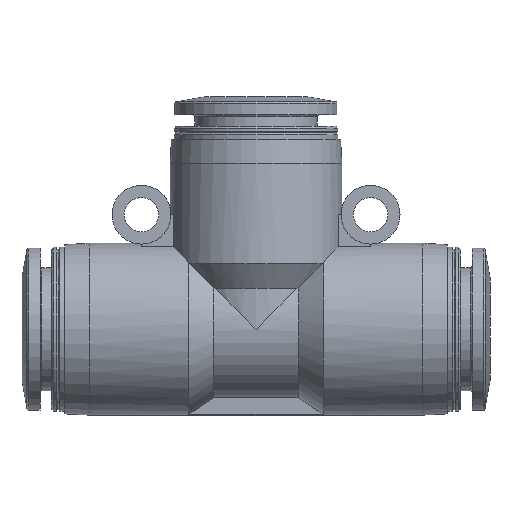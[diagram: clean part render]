
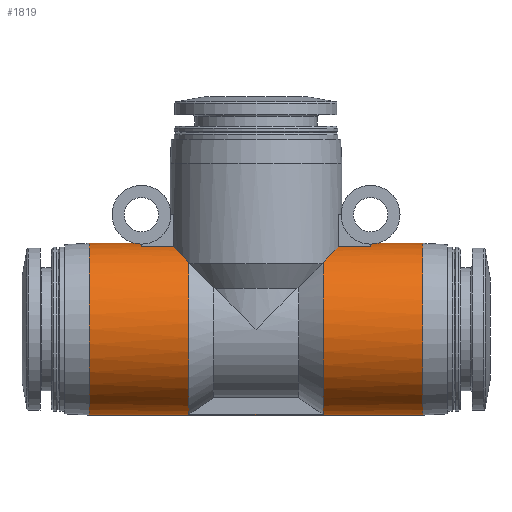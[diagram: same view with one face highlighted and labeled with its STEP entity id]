
A CAD part, front view. The second image highlights one B-rep face of the part: STEP entity #1819.
In plain terms, the highlighted cylindrical face has radius 10.5 mm (diameter 21 mm), a full revolution.
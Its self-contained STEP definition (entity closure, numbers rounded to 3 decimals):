
#88=LINE('',#2598,#116);
#89=LINE('',#2601,#117);
#90=LINE('',#2604,#118);
#91=LINE('',#2620,#119);
#92=LINE('',#2623,#120);
#93=LINE('',#2626,#121);
#116=VECTOR('',#2149,1000.);
#117=VECTOR('',#2152,1000.);
#118=VECTOR('',#2155,1000.);
#119=VECTOR('',#2160,1000.);
#120=VECTOR('',#2163,1000.);
#121=VECTOR('',#2166,1000.);
#146=B_SPLINE_CURVE_WITH_KNOTS('',3,(#2608,#2609,#2610,#2611,#2612,#2613,
#2614,#2615,#2616),.UNSPECIFIED.,.F.,.F.,(4,1,1,1,1,1,4),(0.002,
0.002,0.003,0.004,0.005,
0.005,0.005),.UNSPECIFIED.);
#147=B_SPLINE_CURVE_WITH_KNOTS('',3,(#2630,#2631,#2632,#2633,#2634,#2635,
#2636,#2637,#2638),.UNSPECIFIED.,.F.,.F.,(4,1,1,1,1,1,4),(0.005,
0.006,0.006,0.007,0.008,
0.009,0.009),.UNSPECIFIED.);
#164=ELLIPSE('',#1921,14.849,10.5);
#165=ELLIPSE('',#1923,14.849,10.5);
#166=ELLIPSE('',#1926,14.849,10.5);
#167=ELLIPSE('',#1928,14.849,10.5);
#197=ORIENTED_EDGE('',*,*,#495,.F.);
#198=ORIENTED_EDGE('',*,*,#496,.T.);
#199=ORIENTED_EDGE('',*,*,#497,.F.);
#200=ORIENTED_EDGE('',*,*,#498,.T.);
#201=ORIENTED_EDGE('',*,*,#493,.T.);
#202=ORIENTED_EDGE('',*,*,#499,.F.);
#203=ORIENTED_EDGE('',*,*,#500,.F.);
#204=ORIENTED_EDGE('',*,*,#501,.T.);
#205=ORIENTED_EDGE('',*,*,#489,.F.);
#206=ORIENTED_EDGE('',*,*,#502,.T.);
#207=ORIENTED_EDGE('',*,*,#503,.F.);
#208=ORIENTED_EDGE('',*,*,#504,.F.);
#209=ORIENTED_EDGE('',*,*,#505,.F.);
#210=ORIENTED_EDGE('',*,*,#506,.F.);
#211=ORIENTED_EDGE('',*,*,#483,.F.);
#212=ORIENTED_EDGE('',*,*,#507,.T.);
#213=ORIENTED_EDGE('',*,*,#508,.T.);
#214=ORIENTED_EDGE('',*,*,#509,.F.);
#215=ORIENTED_EDGE('',*,*,#479,.T.);
#216=ORIENTED_EDGE('',*,*,#510,.F.);
#217=ORIENTED_EDGE('',*,*,#511,.F.);
#218=ORIENTED_EDGE('',*,*,#512,.F.);
#479=EDGE_CURVE('',#629,#628,#164,.F.);
#483=EDGE_CURVE('',#632,#633,#165,.F.);
#489=EDGE_CURVE('',#638,#639,#166,.F.);
#493=EDGE_CURVE('',#643,#642,#167,.F.);
#495=EDGE_CURVE('',#644,#644,#751,.T.);
#496=EDGE_CURVE('',#645,#645,#752,.T.);
#497=EDGE_CURVE('',#646,#647,#753,.T.);
#498=EDGE_CURVE('',#646,#643,#88,.T.);
#499=EDGE_CURVE('',#648,#642,#754,.T.);
#500=EDGE_CURVE('',#649,#648,#89,.T.);
#501=EDGE_CURVE('',#649,#639,#755,.T.);
#502=EDGE_CURVE('',#638,#650,#90,.T.);
#503=EDGE_CURVE('',#651,#650,#756,.T.);
#504=EDGE_CURVE('',#652,#651,#146,.T.);
#505=EDGE_CURVE('',#653,#652,#757,.T.);
#506=EDGE_CURVE('',#633,#653,#91,.T.);
#507=EDGE_CURVE('',#632,#654,#758,.T.);
#508=EDGE_CURVE('',#654,#655,#92,.T.);
#509=EDGE_CURVE('',#629,#655,#759,.T.);
#510=EDGE_CURVE('',#656,#628,#93,.T.);
#511=EDGE_CURVE('',#657,#656,#760,.T.);
#512=EDGE_CURVE('',#647,#657,#147,.T.);
#628=VERTEX_POINT('',#2538);
#629=VERTEX_POINT('',#2540);
#632=VERTEX_POINT('',#2552);
#633=VERTEX_POINT('',#2554);
#638=VERTEX_POINT('',#2572);
#639=VERTEX_POINT('',#2574);
#642=VERTEX_POINT('',#2586);
#643=VERTEX_POINT('',#2588);
#644=VERTEX_POINT('',#2592);
#645=VERTEX_POINT('',#2594);
#646=VERTEX_POINT('',#2596);
#647=VERTEX_POINT('',#2597);
#648=VERTEX_POINT('',#2600);
#649=VERTEX_POINT('',#2602);
#650=VERTEX_POINT('',#2605);
#651=VERTEX_POINT('',#2607);
#652=VERTEX_POINT('',#2617);
#653=VERTEX_POINT('',#2619);
#654=VERTEX_POINT('',#2622);
#655=VERTEX_POINT('',#2624);
#656=VERTEX_POINT('',#2627);
#657=VERTEX_POINT('',#2629);
#751=CIRCLE('',#1930,10.5);
#752=CIRCLE('',#1931,10.5);
#753=CIRCLE('',#1932,10.5);
#754=CIRCLE('',#1933,10.5);
#755=CIRCLE('',#1934,10.5);
#756=CIRCLE('',#1935,10.5);
#757=CIRCLE('',#1936,10.5);
#758=CIRCLE('',#1937,10.5);
#759=CIRCLE('',#1938,10.5);
#760=CIRCLE('',#1939,10.5);
#836=EDGE_LOOP('',(#197));
#837=EDGE_LOOP('',(#198));
#838=EDGE_LOOP('',(#199,#200,#201,#202,#203,#204,#205,#206,#207,#208,#209,
#210,#211,#212,#213,#214,#215,#216,#217,#218));
#1000=FACE_BOUND('',#836,.T.);
#1001=FACE_BOUND('',#837,.T.);
#1002=FACE_BOUND('',#838,.T.);
#1161=CYLINDRICAL_SURFACE('',#1929,10.5);
#1819=ADVANCED_FACE('',(#1000,#1001,#1002),#1161,.T.);
#1921=AXIS2_PLACEMENT_3D('',#2539,#2122,#2123);
#1923=AXIS2_PLACEMENT_3D('',#2553,#2126,#2127);
#1926=AXIS2_PLACEMENT_3D('',#2573,#2134,#2135);
#1928=AXIS2_PLACEMENT_3D('',#2587,#2138,#2139);
#1929=AXIS2_PLACEMENT_3D('',#2590,#2141,#2142);
#1930=AXIS2_PLACEMENT_3D('',#2591,#2143,#2144);
#1931=AXIS2_PLACEMENT_3D('',#2593,#2145,#2146);
#1932=AXIS2_PLACEMENT_3D('',#2595,#2147,#2148);
#1933=AXIS2_PLACEMENT_3D('',#2599,#2150,#2151);
#1934=AXIS2_PLACEMENT_3D('',#2603,#2153,#2154);
#1935=AXIS2_PLACEMENT_3D('',#2606,#2156,#2157);
#1936=AXIS2_PLACEMENT_3D('',#2618,#2158,#2159);
#1937=AXIS2_PLACEMENT_3D('',#2621,#2161,#2162);
#1938=AXIS2_PLACEMENT_3D('',#2625,#2164,#2165);
#1939=AXIS2_PLACEMENT_3D('',#2628,#2167,#2168);
#2122=DIRECTION('',(0.707,0.,0.707));
#2123=DIRECTION('',(-0.707,0.,0.707));
#2126=DIRECTION('',(0.707,0.,-0.707));
#2127=DIRECTION('',(0.707,0.,0.707));
#2134=DIRECTION('',(0.707,0.,-0.707));
#2135=DIRECTION('',(0.707,0.,0.707));
#2138=DIRECTION('',(0.707,0.,0.707));
#2139=DIRECTION('',(-0.707,0.,0.707));
#2141=DIRECTION('',(1.,0.,0.));
#2142=DIRECTION('',(0.,0.,-1.));
#2143=DIRECTION('',(1.,0.,0.));
#2144=DIRECTION('',(0.,0.,-1.));
#2145=DIRECTION('',(1.,0.,0.));
#2146=DIRECTION('',(0.,0.,-1.));
#2147=DIRECTION('',(1.,0.,0.));
#2148=DIRECTION('',(0.,0.,-1.));
#2149=DIRECTION('',(1.,0.,0.));
#2150=DIRECTION('',(1.,0.,0.));
#2151=DIRECTION('',(0.,0.,-1.));
#2152=DIRECTION('',(-1.,0.,0.));
#2153=DIRECTION('',(1.,0.,0.));
#2154=DIRECTION('',(0.,0.,-1.));
#2155=DIRECTION('',(1.,0.,0.));
#2156=DIRECTION('',(-1.,0.,0.));
#2157=DIRECTION('',(0.,0.,1.));
#2158=DIRECTION('',(-1.,0.,0.));
#2159=DIRECTION('',(0.,0.,1.));
#2160=DIRECTION('',(1.,0.,0.));
#2161=DIRECTION('',(1.,0.,0.));
#2162=DIRECTION('',(0.,0.,-1.));
#2163=DIRECTION('',(-1.,0.,0.));
#2164=DIRECTION('',(1.,0.,0.));
#2165=DIRECTION('',(0.,0.,-1.));
#2166=DIRECTION('',(1.,0.,0.));
#2167=DIRECTION('',(1.,0.,0.));
#2168=DIRECTION('',(0.,0.,-1.));
#2538=CARTESIAN_POINT('',(-10.062,-3.,10.062));
#2539=CARTESIAN_POINT('',(0.,0.,0.));
#2540=CARTESIAN_POINT('',(-8.2,-6.558,8.2));
#2552=CARTESIAN_POINT('',(8.2,-6.558,8.2));
#2553=CARTESIAN_POINT('',(0.,0.,0.));
#2554=CARTESIAN_POINT('',(10.062,-3.,10.062));
#2572=CARTESIAN_POINT('',(10.062,3.,10.062));
#2573=CARTESIAN_POINT('',(0.,0.,0.));
#2574=CARTESIAN_POINT('',(8.2,6.558,8.2));
#2586=CARTESIAN_POINT('',(-8.2,6.558,8.2));
#2587=CARTESIAN_POINT('',(0.,0.,0.));
#2588=CARTESIAN_POINT('',(-10.062,3.,10.062));
#2590=CARTESIAN_POINT('',(28.6,0.,0.));
#2591=CARTESIAN_POINT('',(20.4,0.,0.));
#2592=CARTESIAN_POINT('',(20.4,0.,-10.5));
#2593=CARTESIAN_POINT('',(-20.4,0.,0.));
#2594=CARTESIAN_POINT('',(-20.4,0.,-10.5));
#2595=CARTESIAN_POINT('',(-14.,0.,0.));
#2596=CARTESIAN_POINT('',(-14.,3.,10.062));
#2597=CARTESIAN_POINT('',(-14.,1.446,10.4));
#2598=CARTESIAN_POINT('',(28.6,3.,10.062));
#2599=CARTESIAN_POINT('',(-8.2,0.,0.));
#2600=CARTESIAN_POINT('',(-8.2,1.5,-10.392));
#2601=CARTESIAN_POINT('',(8.2,1.5,-10.392));
#2602=CARTESIAN_POINT('',(8.2,1.5,-10.392));
#2603=CARTESIAN_POINT('',(8.2,0.,0.));
#2604=CARTESIAN_POINT('',(28.6,3.,10.062));
#2605=CARTESIAN_POINT('',(14.,3.,10.062));
#2606=CARTESIAN_POINT('',(14.,0.,0.));
#2607=CARTESIAN_POINT('',(14.,1.446,10.4));
#2608=CARTESIAN_POINT('',(14.,-1.446,10.4));
#2609=CARTESIAN_POINT('',(14.154,-1.446,10.4));
#2610=CARTESIAN_POINT('',(14.443,-1.292,10.422));
#2611=CARTESIAN_POINT('',(14.766,-0.764,10.479));
#2612=CARTESIAN_POINT('',(14.894,0.001,10.514));
#2613=CARTESIAN_POINT('',(14.766,0.764,10.479));
#2614=CARTESIAN_POINT('',(14.443,1.293,10.422));
#2615=CARTESIAN_POINT('',(14.153,1.446,10.4));
#2616=CARTESIAN_POINT('',(14.,1.446,10.4));
#2617=CARTESIAN_POINT('',(14.,-1.446,10.4));
#2618=CARTESIAN_POINT('',(14.,0.,0.));
#2619=CARTESIAN_POINT('',(14.,-3.,10.062));
#2620=CARTESIAN_POINT('',(28.6,-3.,10.062));
#2621=CARTESIAN_POINT('',(8.2,0.,0.));
#2622=CARTESIAN_POINT('',(8.2,-1.5,-10.392));
#2623=CARTESIAN_POINT('',(8.2,-1.5,-10.392));
#2624=CARTESIAN_POINT('',(-8.2,-1.5,-10.392));
#2625=CARTESIAN_POINT('',(-8.2,0.,0.));
#2626=CARTESIAN_POINT('',(28.6,-3.,10.062));
#2627=CARTESIAN_POINT('',(-14.,-3.,10.062));
#2628=CARTESIAN_POINT('',(-14.,0.,0.));
#2629=CARTESIAN_POINT('',(-14.,-1.446,10.4));
#2630=CARTESIAN_POINT('',(-14.,1.446,10.4));
#2631=CARTESIAN_POINT('',(-14.153,1.446,10.4));
#2632=CARTESIAN_POINT('',(-14.443,1.293,10.422));
#2633=CARTESIAN_POINT('',(-14.765,0.766,10.479));
#2634=CARTESIAN_POINT('',(-14.894,0.002,10.514));
#2635=CARTESIAN_POINT('',(-14.766,-0.763,10.479));
#2636=CARTESIAN_POINT('',(-14.443,-1.292,10.422));
#2637=CARTESIAN_POINT('',(-14.154,-1.446,10.4));
#2638=CARTESIAN_POINT('',(-14.,-1.446,10.4));
